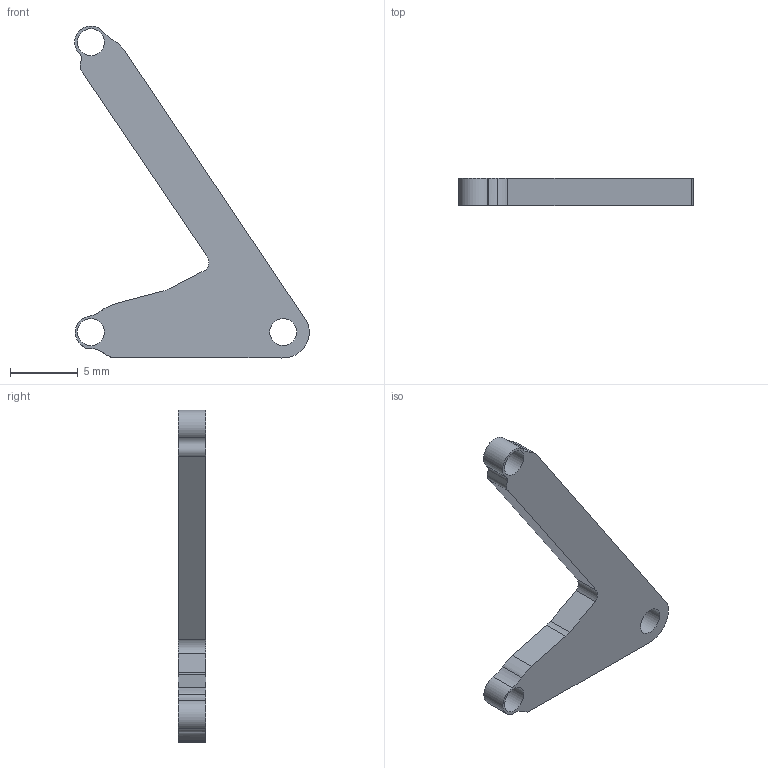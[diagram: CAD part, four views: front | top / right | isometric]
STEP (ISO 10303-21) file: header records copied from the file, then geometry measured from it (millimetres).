
FILE_DESCRIPTION(/* description */ (''),/* implementation_level */ '2;1');
FILE_NAME(/* name */ 'Output_modified_mm v2.step',/* time_stamp */ '2023-06-24T05:49:49+03:00',/* author */ (''),/* organization */ (''),/* preprocessor_version */ 'ST-DEVELOPER v19.2',/* originating_system */ 'Autodesk Translation Framework v12.6.0.85',/* authorisation */ '');
FILE_SCHEMA (('AUTOMOTIVE_DESIGN { 1 0 10303 214 3 1 1 }'));
Length unit declared in the file: millimetre
Products named in the file (1): Output_modified_mm
Bounding box: 17.32 x 2 x 24.51 mm (x, y, z)
Volume: 293.2 mm3; surface area: 491.4 mm2
Topology: 1 solids, 1 shells, 24 faces, 66 edges, 44 vertices
Faces by surface type: cylinder 10, plane 7, bspline 7
Full cylindrical faces by diameter (mm): 2 x3
Entity records: 1164 total; most frequent: CARTESIAN_POINT 554, ORIENTED_EDGE 132, DIRECTION 108, EDGE_CURVE 66, VERTEX_POINT 44, AXIS2_PLACEMENT_3D 38, LINE 32, VECTOR 32
